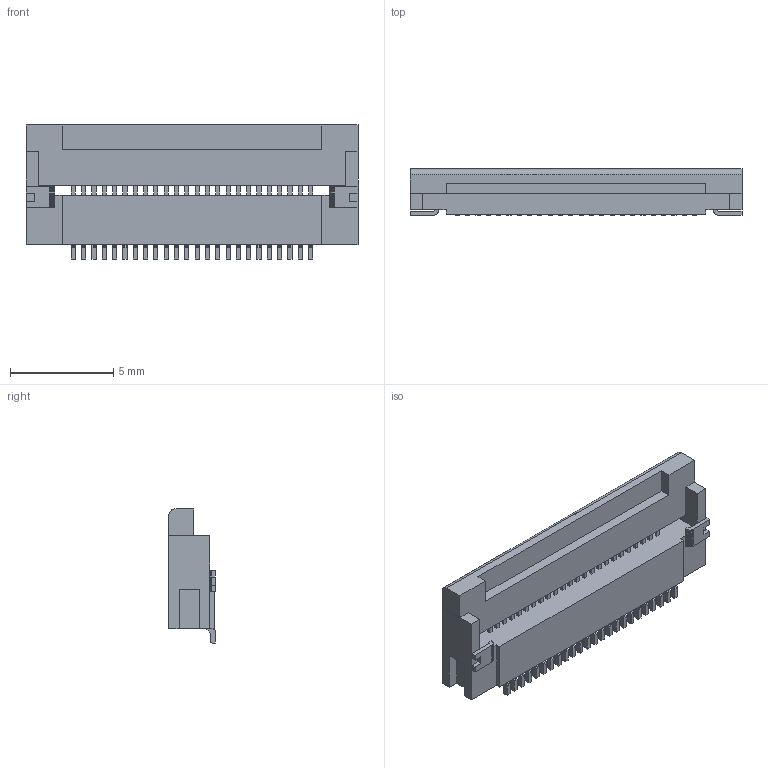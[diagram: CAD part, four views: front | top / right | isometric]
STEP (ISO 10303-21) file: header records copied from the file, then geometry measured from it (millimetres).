
FILE_DESCRIPTION(('STEP AP214'),'1');
FILE_NAME('ffc_fpc_affc25-24-050-shb-t.stp','2014-08-21T15:05:33',('TraceParts'),('TraceParts S.A.'),'XStep 1.0',' ',' ');
FILE_SCHEMA(('automotive_design'));
Length unit declared in the file: millimetre
Products named in the file (2): 1; 2
Bounding box: 16.1 x 2.25 x 6.5 mm (x, y, z)
Volume: 121.2 mm3; surface area: 369 mm2
Topology: 2 solids, 2 shells, 854 faces, 2400 edges, 1600 vertices
Faces by surface type: plane 748, cylinder 106
Entity records: 54019 total; most frequent: CARTESIAN_POINT 4856, STYLED_ITEM 4854, PRESENTATION_STYLE_ASSIGNMENT 4854, COLOUR_RGB 4854, ORIENTED_EDGE 4800, DIRECTION 4324, EDGE_CURVE 2400, CURVE_STYLE 2400
